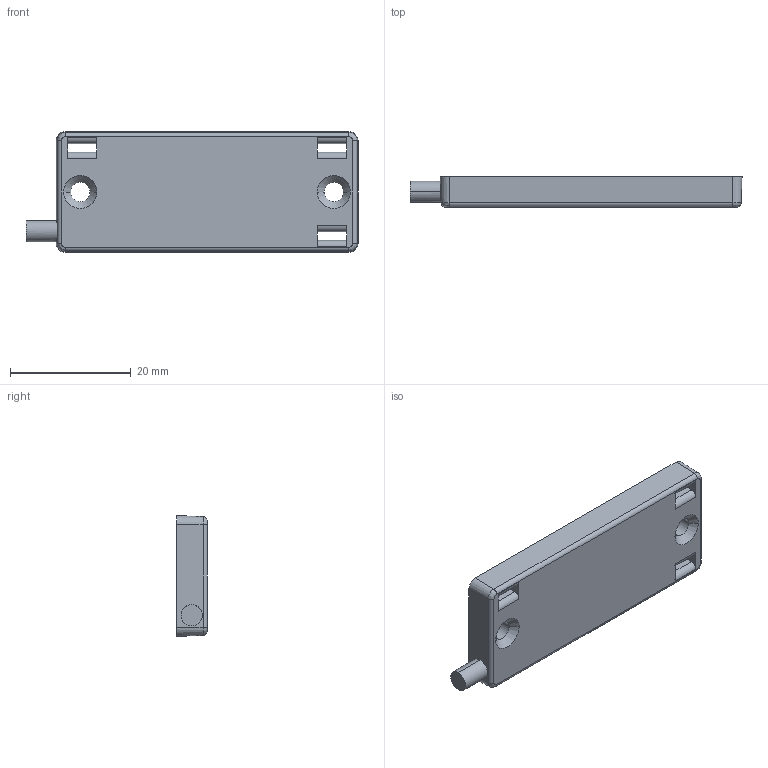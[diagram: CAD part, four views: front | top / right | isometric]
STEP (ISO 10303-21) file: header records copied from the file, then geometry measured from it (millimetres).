
FILE_DESCRIPTION((''),'2;1');
FILE_NAME('CAD-8660','2023-04-18T11:03:36',('creinig-se'),(''),'CREO PARAMETRIC BY PTC INC, 2022284','CREO PARAMETRIC BY PTC INC, 2022284','');
FILE_SCHEMA(('CONFIG_CONTROL_DESIGN','SHAPE_APPEARANCE_LAYERS_GROUPS'));
Length unit declared in the file: millimetre
Products named in the file (1): CAD-8660
Bounding box: 55 x 5 x 20 mm (x, y, z)
Volume: 4648.7 mm3; surface area: 3021.2 mm2
Topology: 1 solids, 1 shells, 108 faces, 282 edges, 184 vertices
Faces by surface type: plane 31, cylinder 31, cone 27, bspline 16, torus 3
Entity records: 4657 total; most frequent: CARTESIAN_POINT 1013, DIRECTION 549, ORIENTED_EDGE 532, PRESENTATION_STYLE_ASSIGNMENT 295, STYLED_ITEM 292, CURVE_STYLE 283, EDGE_CURVE 266, AXIS2_PLACEMENT_3D 200
